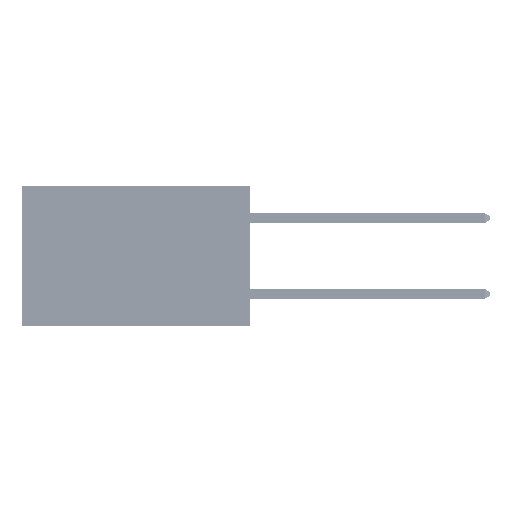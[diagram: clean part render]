
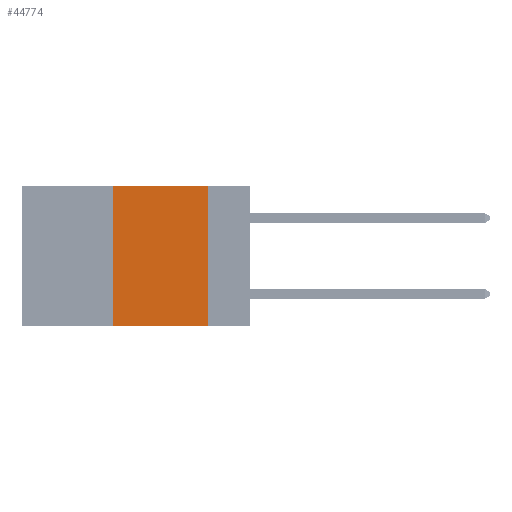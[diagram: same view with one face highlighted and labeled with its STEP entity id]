
A CAD part, left-side view. The second image highlights one B-rep face of the part: STEP entity #44774.
In plain terms, the highlighted planar face has unit normal (-1, 0, 0).
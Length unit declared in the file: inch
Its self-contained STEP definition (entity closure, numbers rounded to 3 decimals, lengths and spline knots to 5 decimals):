
#1831 = ORIENTED_EDGE ( 'NONE', *, *, #23750, .F. ) ;
#2091 = CARTESIAN_POINT ( 'NONE',  ( 0., 0.36, -0.37 ) ) ;
#2219 = CARTESIAN_POINT ( 'NONE',  ( 0., 0.11, 0. ) ) ;
#3640 = CARTESIAN_POINT ( 'NONE',  ( 0., 0.6, 0. ) ) ;
#4007 = LINE ( 'NONE', #36604, #45562 ) ;
#5718 = LINE ( 'NONE', #13529, #42310 ) ;
#9209 = EDGE_CURVE ( 'NONE', #23443, #45042, #17155, .T. ) ;
#9960 = EDGE_CURVE ( 'NONE', #15287, #23443, #46288, .T. ) ;
#11107 = PLANE ( 'NONE',  #27060 ) ;
#13423 = VECTOR ( 'NONE', #22840, 39.37008 ) ;
#13529 = CARTESIAN_POINT ( 'NONE',  ( 0., 0.6, -0.37 ) ) ;
#15287 = VERTEX_POINT ( 'NONE', #2091 ) ;
#16306 = ORIENTED_EDGE ( 'NONE', *, *, #9960, .F. ) ;
#17155 = LINE ( 'NONE', #50389, #13423 ) ;
#18077 = EDGE_CURVE ( 'NONE', #15287, #28312, #5718, .T. ) ;
#19419 = DIRECTION ( 'NONE',  ( 0., 0., -1. ) ) ;
#20130 = DIRECTION ( 'NONE',  ( 0., 0., -1. ) ) ;
#22020 = DIRECTION ( 'NONE',  ( 0., -1., 0. ) ) ;
#22840 = DIRECTION ( 'NONE',  ( 0., -1., 0. ) ) ;
#23443 = VERTEX_POINT ( 'NONE', #38198 ) ;
#23673 = DIRECTION ( 'NONE',  ( 0., 0., 1. ) ) ;
#23750 = EDGE_CURVE ( 'NONE', #45042, #28312, #4007, .T. ) ;
#25087 = ORIENTED_EDGE ( 'NONE', *, *, #9209, .F. ) ;
#27060 = AXIS2_PLACEMENT_3D ( 'NONE', #3640, #31353, #19419 ) ;
#28024 = FACE_OUTER_BOUND ( 'NONE', #51135, .T. ) ;
#28312 = VERTEX_POINT ( 'NONE', #36079 ) ;
#31353 = DIRECTION ( 'NONE',  ( 1., 0., 0. ) ) ;
#32147 = CARTESIAN_POINT ( 'NONE',  ( 0., 0.36, 0. ) ) ;
#35722 = VECTOR ( 'NONE', #23673, 39.37008 ) ;
#36079 = CARTESIAN_POINT ( 'NONE',  ( 0., 0.11, -0.37 ) ) ;
#36083 = ORIENTED_EDGE ( 'NONE', *, *, #18077, .T. ) ;
#36604 = CARTESIAN_POINT ( 'NONE',  ( 0., 0.11, 0. ) ) ;
#38198 = CARTESIAN_POINT ( 'NONE',  ( 0., 0.36, 0. ) ) ;
#42310 = VECTOR ( 'NONE', #22020, 39.37008 ) ;
#44774 = ADVANCED_FACE ( 'NONE', ( #28024 ), #11107, .F. ) ;
#45042 = VERTEX_POINT ( 'NONE', #2219 ) ;
#45562 = VECTOR ( 'NONE', #20130, 39.37008 ) ;
#46288 = LINE ( 'NONE', #32147, #35722 ) ;
#50389 = CARTESIAN_POINT ( 'NONE',  ( 0., 0.6, 0. ) ) ;
#51135 = EDGE_LOOP ( 'NONE', ( #1831, #25087, #16306, #36083 ) ) ;
